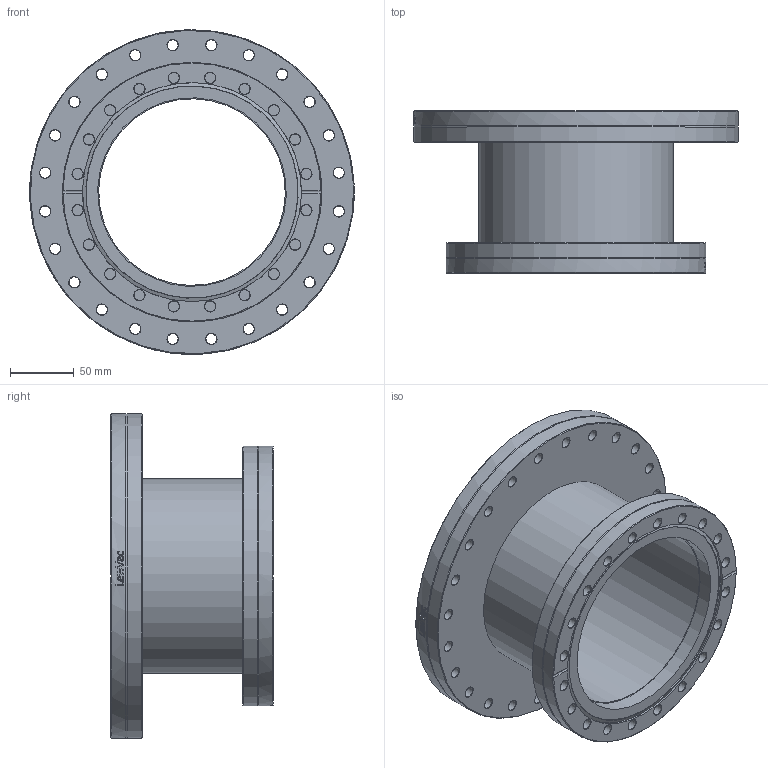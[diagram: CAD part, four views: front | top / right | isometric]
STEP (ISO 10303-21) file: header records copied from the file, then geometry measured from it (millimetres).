
FILE_DESCRIPTION(/* description */ (''),/* implementation_level */ '2;1');
FILE_NAME(/* name */ 'FL-SR200CF-160CF-A.stp',/* time_stamp */ '2018-01-25T15:46:17+00:00',/* author */ ('paul'),/* organization */ (''),/* preprocessor_version */ 'ST-DEVELOPER v16.13',/* originating_system */ 'Autodesk Inventor 2018',/* authorisation */ '');
FILE_SCHEMA (('AUTOMOTIVE_DESIGN { 1 0 10303 214 3 1 1 }'));
Length unit declared in the file: millimetre
Products named in the file (6): FL-SR200CF-160CF-A; FL-200CF; FL-160CFR-152; FL-160CFR OUTER; FL-160CFR-152 INNER; tube
Assembly tree (5 placements, depth 3):
  FL-SR200CF-160CF-A
    FL-200CF
    FL-160CFR-152
      FL-160CFR OUTER
      FL-160CFR-152 INNER
    tube
Bounding box: 254 x 127 x 253.88 mm (x, y, z)
Volume: 1220960 mm3; surface area: 309243.7 mm2
Topology: 4 solids, 4 shells, 359 faces, 947 edges, 613 vertices
Faces by surface type: bspline 106, cone 101, cylinder 77, plane 73, torus 2
Full cylindrical faces by diameter (mm): 8.4 x44, 146 x1, 147.6 x1, 152.4 x2, 152.9 x1, 156 x1, 171.4 x2, 203 x2, 222.2 x1, 254 x2
Entity records: 33723 total; most frequent: CARTESIAN_POINT 25757, ORIENTED_EDGE 1486, DIRECTION 1430, EDGE_CURVE 743, EDGE_LOOP 628, AXIS2_PLACEMENT_3D 600, VERTEX_POINT 565, FACE_OUTER_BOUND 359
